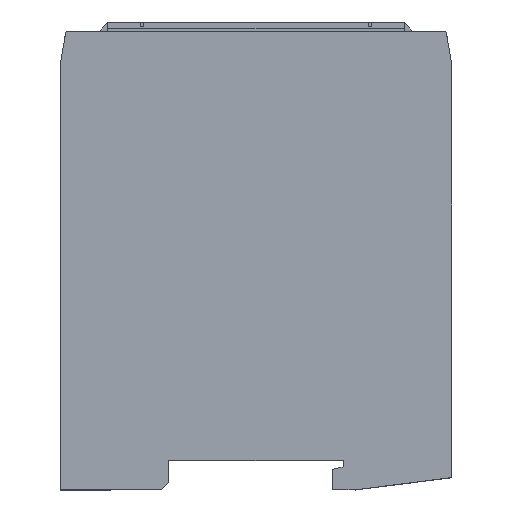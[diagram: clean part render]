
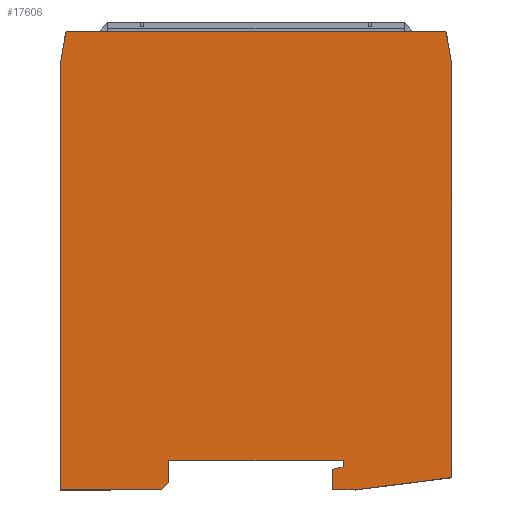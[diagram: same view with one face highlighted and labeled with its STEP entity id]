
A CAD part, top view. The second image highlights one B-rep face of the part: STEP entity #17606.
In plain terms, the highlighted planar face has unit normal (0, 0, 1).
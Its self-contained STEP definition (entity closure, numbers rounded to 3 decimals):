
#65 = CARTESIAN_POINT ( 'NONE',  ( 0., 0., 22.5 ) ) ;
#90 = CARTESIAN_POINT ( 'NONE',  ( 80., 2.5, 22.5 ) ) ;
#137 = VECTOR ( 'NONE', #24614, 1000. ) ;
#168 = DIRECTION ( 'NONE',  ( -1., 0., 0. ) ) ;
#183 = VERTEX_POINT ( 'NONE', #1973 ) ;
#1163 = CARTESIAN_POINT ( 'NONE',  ( 78.836, 93.7, 22.5 ) ) ;
#1278 = VECTOR ( 'NONE', #34749, 1000. ) ;
#1480 = LINE ( 'NONE', #33964, #28538 ) ;
#1630 = CARTESIAN_POINT ( 'NONE',  ( 0., 87.1, 22.5 ) ) ;
#1923 = ORIENTED_EDGE ( 'NONE', *, *, #38670, .T. ) ;
#1973 = CARTESIAN_POINT ( 'NONE',  ( 55.6, 4.2, 22.5 ) ) ;
#2288 = EDGE_CURVE ( 'NONE', #183, #8584, #8472, .T. ) ;
#3346 = CARTESIAN_POINT ( 'NONE',  ( 22.2, 1.5, 22.5 ) ) ;
#3512 = CARTESIAN_POINT ( 'NONE',  ( 57.8, 4.7, 22.5 ) ) ;
#3819 = VERTEX_POINT ( 'NONE', #38653 ) ;
#4078 = VECTOR ( 'NONE', #6502, 1000. ) ;
#4086 = LINE ( 'NONE', #29825, #36021 ) ;
#4416 = DIRECTION ( 'NONE',  ( 0., 1., 0. ) ) ;
#4510 = AXIS2_PLACEMENT_3D ( 'NONE', #18426, #24401, #40078 ) ;
#4699 = FACE_OUTER_BOUND ( 'NONE', #35939, .T. ) ;
#5047 = LINE ( 'NONE', #3512, #137 ) ;
#5399 = CARTESIAN_POINT ( 'NONE',  ( 57.8, 6., 22.5 ) ) ;
#6006 = VERTEX_POINT ( 'NONE', #23785 ) ;
#6078 = DIRECTION ( 'NONE',  ( 0., -1., 0. ) ) ;
#6502 = DIRECTION ( 'NONE',  ( 0., 1., 0. ) ) ;
#7604 = LINE ( 'NONE', #34338, #1278 ) ;
#8021 = VECTOR ( 'NONE', #23635, 1000. ) ;
#8131 = VERTEX_POINT ( 'NONE', #5399 ) ;
#8242 = ORIENTED_EDGE ( 'NONE', *, *, #34265, .T. ) ;
#8472 = LINE ( 'NONE', #38065, #15692 ) ;
#8584 = VERTEX_POINT ( 'NONE', #26421 ) ;
#8676 = CARTESIAN_POINT ( 'NONE',  ( 80., 2.5, 22.5 ) ) ;
#8929 = ORIENTED_EDGE ( 'NONE', *, *, #9081, .T. ) ;
#9025 = VECTOR ( 'NONE', #9525, 1000. ) ;
#9081 = EDGE_CURVE ( 'NONE', #3819, #33330, #36504, .T. ) ;
#9277 = PLANE ( 'NONE',  #4510 ) ;
#9525 = DIRECTION ( 'NONE',  ( 0., -1., 0. ) ) ;
#10319 = CARTESIAN_POINT ( 'NONE',  ( 80., 87.1, 22.5 ) ) ;
#10761 = VECTOR ( 'NONE', #13302, 1000. ) ;
#11236 = VERTEX_POINT ( 'NONE', #22800 ) ;
#12752 = EDGE_CURVE ( 'NONE', #38556, #20825, #28545, .T. ) ;
#12809 = EDGE_CURVE ( 'NONE', #39173, #11236, #25652, .T. ) ;
#13302 = DIRECTION ( 'NONE',  ( 0.992, 0.126, 0. ) ) ;
#13828 = LINE ( 'NONE', #17551, #8021 ) ;
#14030 = EDGE_CURVE ( 'NONE', #8131, #6006, #27369, .T. ) ;
#14600 = EDGE_CURVE ( 'NONE', #34899, #39173, #38461, .T. ) ;
#14974 = ORIENTED_EDGE ( 'NONE', *, *, #38084, .T. ) ;
#15692 = VECTOR ( 'NONE', #32088, 1000. ) ;
#16248 = VERTEX_POINT ( 'NONE', #35735 ) ;
#16805 = DIRECTION ( 'NONE',  ( -0.174, 0.985, 0. ) ) ;
#17291 = VECTOR ( 'NONE', #168, 1000. ) ;
#17422 = VECTOR ( 'NONE', #16805, 1000. ) ;
#17551 = CARTESIAN_POINT ( 'NONE',  ( 55.6, 0., 22.5 ) ) ;
#17606 = ADVANCED_FACE ( 'NONE', ( #4699 ), #9277, .T. ) ;
#18026 = CARTESIAN_POINT ( 'NONE',  ( 22.2, 6., 22.5 ) ) ;
#18426 = CARTESIAN_POINT ( 'NONE',  ( 0., 0., 22.5 ) ) ;
#19050 = LINE ( 'NONE', #65, #24886 ) ;
#20825 = VERTEX_POINT ( 'NONE', #18026 ) ;
#21656 = ORIENTED_EDGE ( 'NONE', *, *, #38941, .T. ) ;
#21922 = EDGE_CURVE ( 'NONE', #16248, #38556, #4086, .T. ) ;
#22762 = ORIENTED_EDGE ( 'NONE', *, *, #25388, .T. ) ;
#22800 = CARTESIAN_POINT ( 'NONE',  ( 78.836, 93.7, 22.5 ) ) ;
#23635 = DIRECTION ( 'NONE',  ( 1., 0., 0. ) ) ;
#23738 = ORIENTED_EDGE ( 'NONE', *, *, #2288, .T. ) ;
#23765 = VERTEX_POINT ( 'NONE', #25675 ) ;
#23785 = CARTESIAN_POINT ( 'NONE',  ( 57.8, 4.7, 22.5 ) ) ;
#24401 = DIRECTION ( 'NONE',  ( 0., 0., 1. ) ) ;
#24614 = DIRECTION ( 'NONE',  ( -0.975, -0.222, 0. ) ) ;
#24637 = ORIENTED_EDGE ( 'NONE', *, *, #12752, .T. ) ;
#24656 = DIRECTION ( 'NONE',  ( 1., 0., 0. ) ) ;
#24886 = VECTOR ( 'NONE', #6078, 1000. ) ;
#25388 = EDGE_CURVE ( 'NONE', #8584, #27582, #13828, .T. ) ;
#25652 = LINE ( 'NONE', #1163, #17422 ) ;
#25675 = CARTESIAN_POINT ( 'NONE',  ( 0., 0., 22.5 ) ) ;
#26421 = CARTESIAN_POINT ( 'NONE',  ( 55.6, 0., 22.5 ) ) ;
#26852 = VECTOR ( 'NONE', #32608, 1000. ) ;
#26865 = DIRECTION ( 'NONE',  ( 0.707, 0.707, 0. ) ) ;
#27369 = LINE ( 'NONE', #37222, #9025 ) ;
#27493 = EDGE_CURVE ( 'NONE', #27582, #34899, #38893, .T. ) ;
#27582 = VERTEX_POINT ( 'NONE', #29875 ) ;
#28538 = VECTOR ( 'NONE', #24656, 1000. ) ;
#28545 = LINE ( 'NONE', #31996, #31930 ) ;
#29825 = CARTESIAN_POINT ( 'NONE',  ( 10.35, -10.35, 22.5 ) ) ;
#29875 = CARTESIAN_POINT ( 'NONE',  ( 60.3, 0., 22.5 ) ) ;
#30351 = LINE ( 'NONE', #31009, #17291 ) ;
#30977 = ORIENTED_EDGE ( 'NONE', *, *, #14600, .T. ) ;
#31009 = CARTESIAN_POINT ( 'NONE',  ( 10.4, 93.7, 22.5 ) ) ;
#31406 = ORIENTED_EDGE ( 'NONE', *, *, #21922, .T. ) ;
#31930 = VECTOR ( 'NONE', #4416, 1000. ) ;
#31996 = CARTESIAN_POINT ( 'NONE',  ( 22.2, 0., 22.5 ) ) ;
#32088 = DIRECTION ( 'NONE',  ( 0., -1., 0. ) ) ;
#32325 = CARTESIAN_POINT ( 'NONE',  ( 80., 2.5, 22.5 ) ) ;
#32371 = ORIENTED_EDGE ( 'NONE', *, *, #14030, .T. ) ;
#32608 = DIRECTION ( 'NONE',  ( -0.174, -0.985, 0. ) ) ;
#33330 = VERTEX_POINT ( 'NONE', #36004 ) ;
#33964 = CARTESIAN_POINT ( 'NONE',  ( 0., 0., 22.5 ) ) ;
#34265 = EDGE_CURVE ( 'NONE', #11236, #3819, #30351, .T. ) ;
#34338 = CARTESIAN_POINT ( 'NONE',  ( 57.8, 6., 22.5 ) ) ;
#34749 = DIRECTION ( 'NONE',  ( 1., 0., 0. ) ) ;
#34899 = VERTEX_POINT ( 'NONE', #8676 ) ;
#35735 = CARTESIAN_POINT ( 'NONE',  ( 20.7, 0., 22.5 ) ) ;
#35939 = EDGE_LOOP ( 'NONE', ( #8929, #1923, #38349, #31406, #24637, #14974, #32371, #21656, #23738, #22762, #37979, #30977, #40049, #8242 ) ) ;
#36004 = CARTESIAN_POINT ( 'NONE',  ( 0., 87.1, 22.5 ) ) ;
#36021 = VECTOR ( 'NONE', #26865, 1000. ) ;
#36504 = LINE ( 'NONE', #1630, #26852 ) ;
#37222 = CARTESIAN_POINT ( 'NONE',  ( 57.8, 6., 22.5 ) ) ;
#37979 = ORIENTED_EDGE ( 'NONE', *, *, #27493, .T. ) ;
#38065 = CARTESIAN_POINT ( 'NONE',  ( 55.6, 4.2, 22.5 ) ) ;
#38084 = EDGE_CURVE ( 'NONE', #20825, #8131, #7604, .T. ) ;
#38349 = ORIENTED_EDGE ( 'NONE', *, *, #39885, .T. ) ;
#38461 = LINE ( 'NONE', #90, #4078 ) ;
#38556 = VERTEX_POINT ( 'NONE', #3346 ) ;
#38653 = CARTESIAN_POINT ( 'NONE',  ( 1.164, 93.7, 22.5 ) ) ;
#38670 = EDGE_CURVE ( 'NONE', #33330, #23765, #19050, .T. ) ;
#38893 = LINE ( 'NONE', #32325, #10761 ) ;
#38941 = EDGE_CURVE ( 'NONE', #6006, #183, #5047, .T. ) ;
#39173 = VERTEX_POINT ( 'NONE', #10319 ) ;
#39885 = EDGE_CURVE ( 'NONE', #23765, #16248, #1480, .T. ) ;
#40049 = ORIENTED_EDGE ( 'NONE', *, *, #12809, .T. ) ;
#40078 = DIRECTION ( 'NONE',  ( 1., 0., 0. ) ) ;
